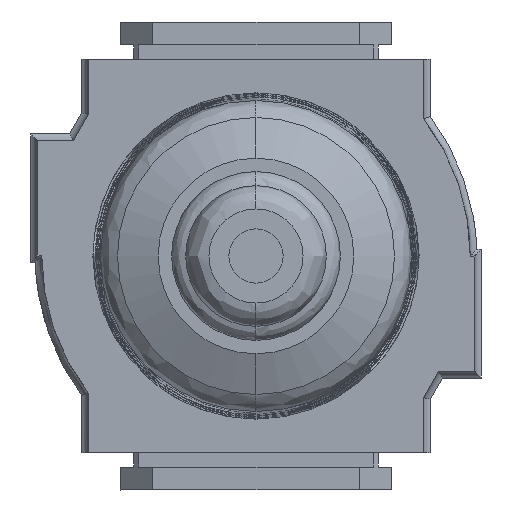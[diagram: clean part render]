
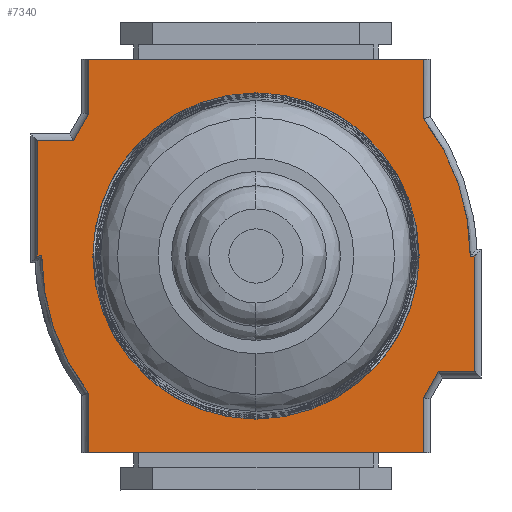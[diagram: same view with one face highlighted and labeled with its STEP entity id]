
A CAD part, front view. The second image highlights one B-rep face of the part: STEP entity #7340.
In plain terms, the highlighted face is planar.
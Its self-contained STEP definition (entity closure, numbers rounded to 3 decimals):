
#20 = AXIS2_PLACEMENT_3D ( 'NONE', #8286, #11262, #15649 ) ;
#609 = EDGE_CURVE ( 'NONE', #11094, #15986, #10030, .T. ) ;
#741 = ORIENTED_EDGE ( 'NONE', *, *, #11389, .F. ) ;
#870 = ORIENTED_EDGE ( 'NONE', *, *, #5215, .F. ) ;
#1243 = CARTESIAN_POINT ( 'NONE',  ( 23.5, 30.9, 12.4 ) ) ;
#1268 = EDGE_CURVE ( 'NONE', #3590, #13138, #8571, .T. ) ;
#1333 = CARTESIAN_POINT ( 'NONE',  ( 18., 30.9, 15.2 ) ) ;
#1536 = DIRECTION ( 'NONE',  ( 0., -1., 0. ) ) ;
#1723 = VERTEX_POINT ( 'NONE', #16886 ) ;
#1791 = VERTEX_POINT ( 'NONE', #2361 ) ;
#1838 = CARTESIAN_POINT ( 'NONE',  ( -23.5, 30.9, 0. ) ) ;
#1840 = ORIENTED_EDGE ( 'NONE', *, *, #16685, .F. ) ;
#1919 = EDGE_CURVE ( 'NONE', #1723, #7441, #18929, .T. ) ;
#1971 = LINE ( 'NONE', #13865, #5775 ) ;
#2094 = ORIENTED_EDGE ( 'NONE', *, *, #16911, .F. ) ;
#2361 = CARTESIAN_POINT ( 'NONE',  ( 23.5, 30.9, 12.4 ) ) ;
#2562 = CARTESIAN_POINT ( 'NONE',  ( -23.5, 30.9, -12.4 ) ) ;
#2609 = LINE ( 'NONE', #8499, #16384 ) ;
#2680 = CARTESIAN_POINT ( 'NONE',  ( 18., 30.9, -21.125 ) ) ;
#2828 = CARTESIAN_POINT ( 'NONE',  ( -18., 30.9, 21.125 ) ) ;
#3014 = VERTEX_POINT ( 'NONE', #8893 ) ;
#3590 = VERTEX_POINT ( 'NONE', #8899 ) ;
#3633 = DIRECTION ( 'NONE',  ( -1., 0., 0. ) ) ;
#3645 = ORIENTED_EDGE ( 'NONE', *, *, #4515, .F. ) ;
#3662 = LINE ( 'NONE', #18493, #6479 ) ;
#4214 = EDGE_CURVE ( 'NONE', #13780, #1791, #8506, .T. ) ;
#4435 = VECTOR ( 'NONE', #6061, 1000. ) ;
#4515 = EDGE_CURVE ( 'NONE', #15872, #13635, #17227, .T. ) ;
#4753 = DIRECTION ( 'NONE',  ( 0.496, 0., -0.868 ) ) ;
#4812 = CARTESIAN_POINT ( 'NONE',  ( 18., 30.9, 15.2 ) ) ;
#4982 = VECTOR ( 'NONE', #4753, 1000. ) ;
#5195 = CARTESIAN_POINT ( 'NONE',  ( 18., 30.9, -14.731 ) ) ;
#5215 = EDGE_CURVE ( 'NONE', #13138, #11094, #5684, .T. ) ;
#5293 = ORIENTED_EDGE ( 'NONE', *, *, #14248, .F. ) ;
#5315 = DIRECTION ( 'NONE',  ( 0., 0., -1. ) ) ;
#5324 = VECTOR ( 'NONE', #7228, 1000. ) ;
#5684 = LINE ( 'NONE', #7690, #4435 ) ;
#5759 = CARTESIAN_POINT ( 'NONE',  ( -18., 30.9, -15.2 ) ) ;
#5775 = VECTOR ( 'NONE', #8059, 1000. ) ;
#6061 = DIRECTION ( 'NONE',  ( 1., 0., 0. ) ) ;
#6096 = DIRECTION ( 'NONE',  ( -1., 0., 0. ) ) ;
#6183 = FACE_OUTER_BOUND ( 'NONE', #6560, .T. ) ;
#6299 = CARTESIAN_POINT ( 'NONE',  ( 1.2, 30.9, 0. ) ) ;
#6479 = VECTOR ( 'NONE', #17223, 1000. ) ;
#6504 = VECTOR ( 'NONE', #8330, 1000. ) ;
#6526 = DIRECTION ( 'NONE',  ( -0.496, 0., 0.868 ) ) ;
#6560 = EDGE_LOOP ( 'NONE', ( #18555, #14819, #11445, #870, #6882, #9084, #7132, #741, #5293, #15752, #12285, #1840, #3645, #2094, #6984, #7670 ) ) ;
#6772 = CARTESIAN_POINT ( 'NONE',  ( 23., 30.9, 0. ) ) ;
#6790 = VECTOR ( 'NONE', #6526, 1000. ) ;
#6882 = ORIENTED_EDGE ( 'NONE', *, *, #1268, .F. ) ;
#6921 = EDGE_CURVE ( 'NONE', #10582, #3590, #7739, .T. ) ;
#6984 = ORIENTED_EDGE ( 'NONE', *, *, #11164, .F. ) ;
#7020 = EDGE_CURVE ( 'NONE', #14500, #13780, #9770, .T. ) ;
#7132 = ORIENTED_EDGE ( 'NONE', *, *, #10207, .F. ) ;
#7228 = DIRECTION ( 'NONE',  ( 0., 0., 1. ) ) ;
#7340 = ADVANCED_FACE ( 'NONE', ( #6183 ), #10622, .T. ) ;
#7437 = CIRCLE ( 'NONE', #15436, 24.2 ) ;
#7441 = VERTEX_POINT ( 'NONE', #11633 ) ;
#7670 = ORIENTED_EDGE ( 'NONE', *, *, #4214, .F. ) ;
#7690 = CARTESIAN_POINT ( 'NONE',  ( -18., 30.9, -21.125 ) ) ;
#7739 = LINE ( 'NONE', #9012, #4982 ) ;
#8059 = DIRECTION ( 'NONE',  ( 0., 0., -1. ) ) ;
#8286 = CARTESIAN_POINT ( 'NONE',  ( 0., 30.9, 0. ) ) ;
#8330 = DIRECTION ( 'NONE',  ( 1., 0., 0. ) ) ;
#8360 = LINE ( 'NONE', #14271, #13254 ) ;
#8415 = VECTOR ( 'NONE', #8605, 1000. ) ;
#8499 = CARTESIAN_POINT ( 'NONE',  ( -18., 30.9, 21.125 ) ) ;
#8506 = LINE ( 'NONE', #14337, #8415 ) ;
#8511 = VECTOR ( 'NONE', #11247, 1000. ) ;
#8571 = LINE ( 'NONE', #5759, #11109 ) ;
#8599 = DIRECTION ( 'NONE',  ( -1., 0., 0. ) ) ;
#8605 = DIRECTION ( 'NONE',  ( 0., 0., 1. ) ) ;
#8785 = DIRECTION ( 'NONE',  ( 0., 0., 1. ) ) ;
#8893 = CARTESIAN_POINT ( 'NONE',  ( -23.5, 30.9, -12.4 ) ) ;
#8899 = CARTESIAN_POINT ( 'NONE',  ( -18., 30.9, -15.2 ) ) ;
#9012 = CARTESIAN_POINT ( 'NONE',  ( -19.6, 30.9, -12.4 ) ) ;
#9084 = ORIENTED_EDGE ( 'NONE', *, *, #6921, .F. ) ;
#9300 = AXIS2_PLACEMENT_3D ( 'NONE', #6299, #13447, #6096 ) ;
#9595 = CARTESIAN_POINT ( 'NONE',  ( 23., 30.9, 0. ) ) ;
#9770 = LINE ( 'NONE', #6772, #6504 ) ;
#10024 = DIRECTION ( 'NONE',  ( 0., 0., -1. ) ) ;
#10030 = LINE ( 'NONE', #2680, #18559 ) ;
#10207 = EDGE_CURVE ( 'NONE', #3014, #10582, #11329, .T. ) ;
#10582 = VERTEX_POINT ( 'NONE', #19014 ) ;
#10622 = PLANE ( 'NONE',  #20 ) ;
#10891 = CARTESIAN_POINT ( 'NONE',  ( 18., 30.9, 21.125 ) ) ;
#11094 = VERTEX_POINT ( 'NONE', #14887 ) ;
#11109 = VECTOR ( 'NONE', #10024, 1000. ) ;
#11164 = EDGE_CURVE ( 'NONE', #1791, #12607, #11763, .T. ) ;
#11247 = DIRECTION ( 'NONE',  ( 1., 0., 0. ) ) ;
#11262 = DIRECTION ( 'NONE',  ( 0., 1., 0. ) ) ;
#11329 = LINE ( 'NONE', #2562, #8511 ) ;
#11389 = EDGE_CURVE ( 'NONE', #14713, #3014, #1971, .T. ) ;
#11445 = ORIENTED_EDGE ( 'NONE', *, *, #609, .F. ) ;
#11633 = CARTESIAN_POINT ( 'NONE',  ( -23., 30.9, 0. ) ) ;
#11763 = LINE ( 'NONE', #1243, #16266 ) ;
#11923 = CARTESIAN_POINT ( 'NONE',  ( 23.5, 30.9, 0. ) ) ;
#12285 = ORIENTED_EDGE ( 'NONE', *, *, #14943, .F. ) ;
#12607 = VERTEX_POINT ( 'NONE', #14620 ) ;
#13138 = VERTEX_POINT ( 'NONE', #16443 ) ;
#13254 = VECTOR ( 'NONE', #3633, 1000. ) ;
#13324 = DIRECTION ( 'NONE',  ( 1., 0., 0. ) ) ;
#13447 = DIRECTION ( 'NONE',  ( 0., -1., 0. ) ) ;
#13510 = CARTESIAN_POINT ( 'NONE',  ( -1.2, 30.9, 0. ) ) ;
#13635 = VERTEX_POINT ( 'NONE', #10891 ) ;
#13780 = VERTEX_POINT ( 'NONE', #11923 ) ;
#13865 = CARTESIAN_POINT ( 'NONE',  ( -23.5, 30.9, 0. ) ) ;
#14248 = EDGE_CURVE ( 'NONE', #7441, #14713, #8360, .T. ) ;
#14271 = CARTESIAN_POINT ( 'NONE',  ( -23., 30.9, 0. ) ) ;
#14337 = CARTESIAN_POINT ( 'NONE',  ( 23.5, 30.9, 0. ) ) ;
#14500 = VERTEX_POINT ( 'NONE', #9595 ) ;
#14620 = CARTESIAN_POINT ( 'NONE',  ( 19.6, 30.9, 12.4 ) ) ;
#14713 = VERTEX_POINT ( 'NONE', #1838 ) ;
#14819 = ORIENTED_EDGE ( 'NONE', *, *, #14990, .F. ) ;
#14887 = CARTESIAN_POINT ( 'NONE',  ( 18., 30.9, -21.125 ) ) ;
#14943 = EDGE_CURVE ( 'NONE', #18824, #1723, #2609, .T. ) ;
#14963 = LINE ( 'NONE', #15055, #6790 ) ;
#14990 = EDGE_CURVE ( 'NONE', #15986, #14500, #7437, .T. ) ;
#15055 = CARTESIAN_POINT ( 'NONE',  ( 19.6, 30.9, 12.4 ) ) ;
#15436 = AXIS2_PLACEMENT_3D ( 'NONE', #13510, #1536, #13324 ) ;
#15649 = DIRECTION ( 'NONE',  ( 0., 0., 1. ) ) ;
#15752 = ORIENTED_EDGE ( 'NONE', *, *, #1919, .F. ) ;
#15872 = VERTEX_POINT ( 'NONE', #4812 ) ;
#15986 = VERTEX_POINT ( 'NONE', #5195 ) ;
#16266 = VECTOR ( 'NONE', #8599, 1000. ) ;
#16384 = VECTOR ( 'NONE', #5315, 1000. ) ;
#16443 = CARTESIAN_POINT ( 'NONE',  ( -18., 30.9, -21.125 ) ) ;
#16685 = EDGE_CURVE ( 'NONE', #13635, #18824, #3662, .T. ) ;
#16886 = CARTESIAN_POINT ( 'NONE',  ( -18., 30.9, 14.731 ) ) ;
#16911 = EDGE_CURVE ( 'NONE', #12607, #15872, #14963, .T. ) ;
#17223 = DIRECTION ( 'NONE',  ( -1., 0., 0. ) ) ;
#17227 = LINE ( 'NONE', #1333, #5324 ) ;
#18493 = CARTESIAN_POINT ( 'NONE',  ( 18., 30.9, 21.125 ) ) ;
#18555 = ORIENTED_EDGE ( 'NONE', *, *, #7020, .F. ) ;
#18559 = VECTOR ( 'NONE', #8785, 1000. ) ;
#18824 = VERTEX_POINT ( 'NONE', #2828 ) ;
#18929 = CIRCLE ( 'NONE', #9300, 24.2 ) ;
#19014 = CARTESIAN_POINT ( 'NONE',  ( -19.6, 30.9, -12.4 ) ) ;
